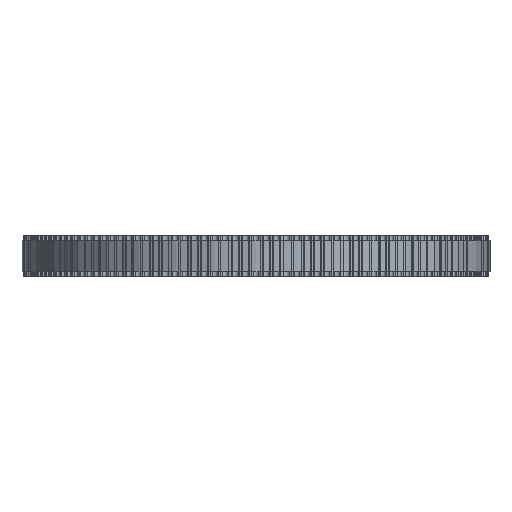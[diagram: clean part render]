
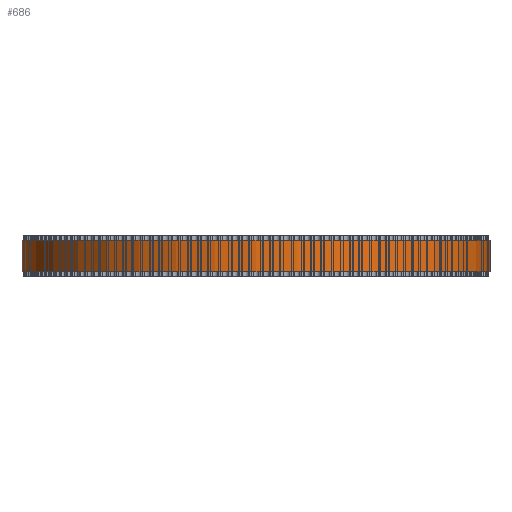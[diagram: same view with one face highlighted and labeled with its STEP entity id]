
A CAD part, front view. The second image highlights one B-rep face of the part: STEP entity #686.
In plain terms, the highlighted cylindrical face has radius 44.882 mm (diameter 89.763 mm), a full revolution.
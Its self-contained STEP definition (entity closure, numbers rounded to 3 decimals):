
#97=FACE_BOUND('',#2384,.T.);
#98=FACE_BOUND('',#2385,.T.);
#686=ADVANCED_FACE('',(#97,#98),#1251,.T.);
#1251=CYLINDRICAL_SURFACE('',#12551,44.882);
#2384=EDGE_LOOP('',(#6898));
#2385=EDGE_LOOP('',(#6899));
#6898=ORIENTED_EDGE('',*,*,#9722,.T.);
#6899=ORIENTED_EDGE('',*,*,#9723,.T.);
#8028=VERTEX_POINT('',#19900);
#8029=VERTEX_POINT('',#19902);
#9722=EDGE_CURVE('',#8028,#8028,#10852,.T.);
#9723=EDGE_CURVE('',#8029,#8029,#10853,.T.);
#10852=CIRCLE('',#12549,44.882);
#10853=CIRCLE('',#12550,44.882);
#12549=AXIS2_PLACEMENT_3D('',#19899,#16506,#16507);
#12550=AXIS2_PLACEMENT_3D('',#19901,#16508,#16509);
#12551=AXIS2_PLACEMENT_3D('',#19903,#16510,#16511);
#16506=DIRECTION('',(0.,0.,1.));
#16507=DIRECTION('',(1.,0.,0.));
#16508=DIRECTION('',(0.,0.,-1.));
#16509=DIRECTION('',(1.,0.,0.));
#16510=DIRECTION('',(0.,0.,1.));
#16511=DIRECTION('',(1.,0.,0.));
#19899=CARTESIAN_POINT('',(0.,0.,1.));
#19900=CARTESIAN_POINT('',(44.882,0.,1.));
#19901=CARTESIAN_POINT('',(0.,0.,7.));
#19902=CARTESIAN_POINT('',(44.882,0.,7.));
#19903=CARTESIAN_POINT('',(0.,0.,1.));
